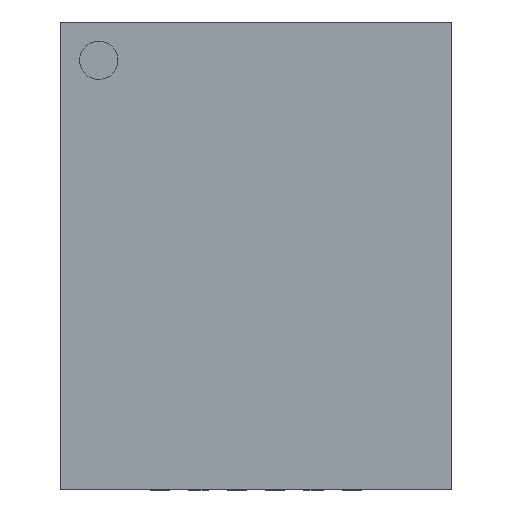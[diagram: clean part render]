
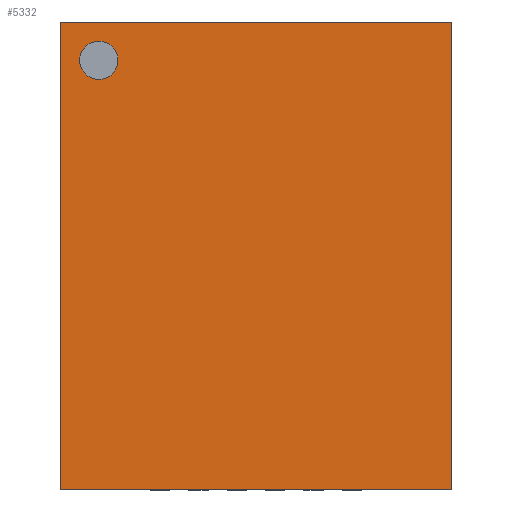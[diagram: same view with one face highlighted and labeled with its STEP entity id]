
A CAD part, top view. The second image highlights one B-rep face of the part: STEP entity #5332.
In plain terms, the highlighted planar face has unit normal (0, 0, 1).
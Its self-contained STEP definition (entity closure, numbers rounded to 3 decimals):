
#1335=CARTESIAN_POINT('',(-2.05,2.3,0.8));
#1336=VERTEX_POINT('',#1335);
#1345=CARTESIAN_POINT('',(-2.05,2.8,0.8));
#1346=VERTEX_POINT('',#1345);
#1347=CARTESIAN_POINT('',(-2.05,2.55,0.8));
#1348=DIRECTION('',(0.0,0.0,-1.0));
#1349=DIRECTION('',(0.0,-1.0,0.0));
#1350=AXIS2_PLACEMENT_3D('',#1347,#1348,#1349);
#1351=CIRCLE('',#1350,0.25);
#1352=EDGE_CURVE('',#1346,#1336,#1351,.T.);
#1386=CARTESIAN_POINT('',(-2.05,2.55,0.8));
#1387=DIRECTION('',(0.0,0.0,-1.0));
#1388=DIRECTION('',(0.0,-1.0,0.0));
#1389=AXIS2_PLACEMENT_3D('',#1386,#1387,#1388);
#1390=CIRCLE('',#1389,0.25);
#1391=EDGE_CURVE('',#1336,#1346,#1390,.T.);
#2368=CARTESIAN_POINT('',(2.55,3.05,0.8));
#2369=VERTEX_POINT('',#2368);
#2376=CARTESIAN_POINT('',(2.55,-3.05,0.8));
#2377=VERTEX_POINT('',#2376);
#2378=CARTESIAN_POINT('',(2.55,3.05,0.8));
#2379=DIRECTION('',(0.0,-1.0,0.0));
#2380=VECTOR('',#2379,6.1);
#2381=LINE('',#2378,#2380);
#2382=EDGE_CURVE('',#2369,#2377,#2381,.T.);
#3241=CARTESIAN_POINT('',(-2.55,3.05,0.8));
#3242=VERTEX_POINT('',#3241);
#3249=CARTESIAN_POINT('',(-2.55,3.05,0.8));
#3250=DIRECTION('',(1.0,0.0,0.0));
#3251=VECTOR('',#3250,5.1);
#3252=LINE('',#3249,#3251);
#3253=EDGE_CURVE('',#3242,#2369,#3252,.T.);
#4202=CARTESIAN_POINT('',(-2.55,-3.05,0.8));
#4203=VERTEX_POINT('',#4202);
#4210=CARTESIAN_POINT('',(-2.55,-3.05,0.8));
#4211=DIRECTION('',(0.0,1.0,0.0));
#4212=VECTOR('',#4211,6.1);
#4213=LINE('',#4210,#4212);
#4214=EDGE_CURVE('',#4203,#3242,#4213,.T.);
#4873=CARTESIAN_POINT('',(2.55,-3.05,0.8));
#4874=DIRECTION('',(-1.0,0.0,0.0));
#4875=VECTOR('',#4874,5.1);
#4876=LINE('',#4873,#4875);
#4877=EDGE_CURVE('',#2377,#4203,#4876,.T.);
#5317=CARTESIAN_POINT('',(0.,0.,0.8));
#5318=DIRECTION('',(0.0,0.0,1.0));
#5319=DIRECTION('',(0.0,-1.0,0.0));
#5320=AXIS2_PLACEMENT_3D('',#5317,#5318,#5319);
#5321=PLANE('',#5320);
#5322=ORIENTED_EDGE('',*,*,#3253,.F.);
#5323=ORIENTED_EDGE('',*,*,#4214,.F.);
#5324=ORIENTED_EDGE('',*,*,#4877,.F.);
#5325=ORIENTED_EDGE('',*,*,#2382,.F.);
#5326=EDGE_LOOP('',(#5322,#5323,#5324,#5325));
#5327=FACE_OUTER_BOUND('',#5326,.T.);
#5328=ORIENTED_EDGE('',*,*,#1391,.T.);
#5329=ORIENTED_EDGE('',*,*,#1352,.T.);
#5330=EDGE_LOOP('',(#5328,#5329));
#5331=FACE_BOUND('',#5330,.T.);
#5332=ADVANCED_FACE('',(#5327,#5331),#5321,.T.);
